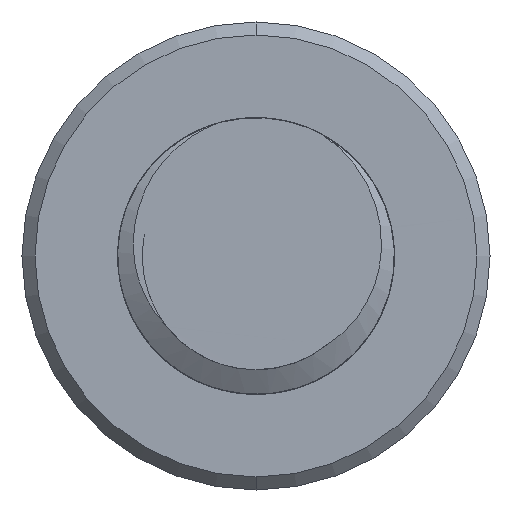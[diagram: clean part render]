
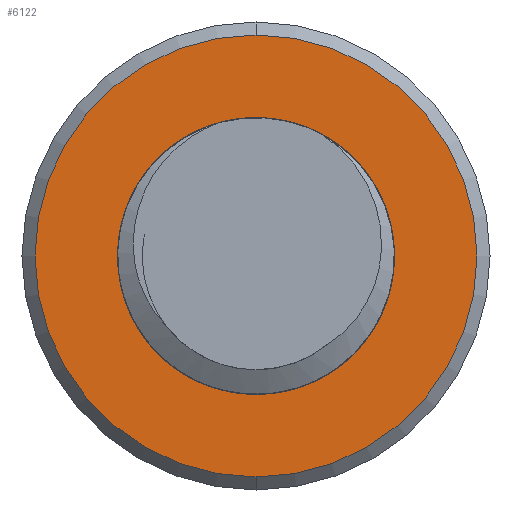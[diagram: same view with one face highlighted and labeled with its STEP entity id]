
A CAD part, front view. The second image highlights one B-rep face of the part: STEP entity #6122.
In plain terms, the highlighted planar face has unit normal (0, -1, 0).
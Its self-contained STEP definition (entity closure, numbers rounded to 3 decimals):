
#85 = CARTESIAN_POINT ( 'NONE',  ( -0.325, 0., 1.721 ) ) ;
#132 = CARTESIAN_POINT ( 'NONE',  ( -0.389, 0., 1.706 ) ) ;
#142 = CARTESIAN_POINT ( 'NONE',  ( -0.389, 0., 1.706 ) ) ;
#189 = CARTESIAN_POINT ( 'NONE',  ( -1.916, 0., 0.467 ) ) ;
#207 = CARTESIAN_POINT ( 'NONE',  ( 0.285, 0., -2.055 ) ) ;
#429 = B_SPLINE_CURVE_WITH_KNOTS ( 'NONE', 3,
 ( #2217, #988, #4776, #938, #6014, #4124 ),
 .UNSPECIFIED., .F., .F.,
 ( 4, 2, 4 ),
 ( 0.788, 0.894, 1. ),
 .UNSPECIFIED. ) ;
#746 = CARTESIAN_POINT ( 'NONE',  ( 0., 0., -3.4 ) ) ;
#777 = CARTESIAN_POINT ( 'NONE',  ( -0.196, 0., 1.743 ) ) ;
#819 = CARTESIAN_POINT ( 'NONE',  ( 0.87, 0., -1.818 ) ) ;
#825 = CARTESIAN_POINT ( 'NONE',  ( -1.009, 0., 1.543 ) ) ;
#895 = EDGE_LOOP ( 'NONE', ( #5831, #6193, #1801, #3612, #2563, #1231 ) ) ;
#938 = CARTESIAN_POINT ( 'NONE',  ( 0.775, 0., 1.616 ) ) ;
#988 = CARTESIAN_POINT ( 'NONE',  ( 1.607, 0., 0.794 ) ) ;
#1028 = CARTESIAN_POINT ( 'NONE',  ( 0., 0., 1.75 ) ) ;
#1089 = CARTESIAN_POINT ( 'NONE',  ( 1.71, 0.001, 0.373 ) ) ;
#1109 = EDGE_CURVE ( 'NONE', #6481, #6142, #5514, .T. ) ;
#1125 = CARTESIAN_POINT ( 'NONE',  ( 1.71, 0.001, 0.373 ) ) ;
#1195 = AXIS2_PLACEMENT_3D ( 'NONE', #6381, #5786, #4520 ) ;
#1231 = ORIENTED_EDGE ( 'NONE', *, *, #3836, .F. ) ;
#1321 = ORIENTED_EDGE ( 'NONE', *, *, #4051, .T. ) ;
#1335 = CIRCLE ( 'NONE', #7218, 3.4 ) ;
#1363 = CARTESIAN_POINT ( 'NONE',  ( 1.71, 0.001, 0.373 ) ) ;
#1370 = CARTESIAN_POINT ( 'NONE',  ( -1.787, 0., 0.756 ) ) ;
#1396 = CARTESIAN_POINT ( 'NONE',  ( 1.54, 0., -1.155 ) ) ;
#1512 = CARTESIAN_POINT ( 'NONE',  ( -0.342, 0., -2.101 ) ) ;
#1733 = CARTESIAN_POINT ( 'NONE',  ( -0.065, 0., 1.75 ) ) ;
#1801 = ORIENTED_EDGE ( 'NONE', *, *, #7083, .F. ) ;
#1809 = DIRECTION ( 'NONE',  ( 0., -1., 0. ) ) ;
#1985 = DIRECTION ( 'NONE',  ( 0., -1., 0. ) ) ;
#2008 = CARTESIAN_POINT ( 'NONE',  ( -1.975, 0., -0.635 ) ) ;
#2054 = CARTESIAN_POINT ( 'NONE',  ( -0.026, 0., -2.105 ) ) ;
#2079 = CARTESIAN_POINT ( 'NONE',  ( 1.68, 0., -0.87 ) ) ;
#2198 = VERTEX_POINT ( 'NONE', #8103 ) ;
#2217 = CARTESIAN_POINT ( 'NONE',  ( 1.701, 0., 0.411 ) ) ;
#2304 = B_SPLINE_CURVE_WITH_KNOTS ( 'NONE', 3,
 ( #6431, #3846, #2054, #207, #4568, #5132, #819, #5216, #5856, #5163, #1396, #2079, #2699, #7121, #5803, #2639, #7750, #1363 ),
 .UNSPECIFIED., .F., .F.,
 ( 4, 2, 2, 2, 2, 2, 2, 2, 4 ),
 ( 0., 0., 0.001, 0.001, 0.002, 0.002, 0.003, 0.003, 0.004 ),
 .UNSPECIFIED. ) ;
#2377 = CARTESIAN_POINT ( 'NONE',  ( 1.704, 0., 0.4 ) ) ;
#2563 = ORIENTED_EDGE ( 'NONE', *, *, #6973, .F. ) ;
#2639 = CARTESIAN_POINT ( 'NONE',  ( 1.792, 0., 0.067 ) ) ;
#2646 = CARTESIAN_POINT ( 'NONE',  ( -0.708, 0., 1.672 ) ) ;
#2699 = CARTESIAN_POINT ( 'NONE',  ( 1.732, 0., -0.717 ) ) ;
#2831 = VERTEX_POINT ( 'NONE', #7704 ) ;
#3122 = DIRECTION ( 'NONE',  ( 0., 0., 1. ) ) ;
#3255 = B_SPLINE_CURVE_WITH_KNOTS ( 'NONE', 3,
 ( #5368, #7292, #3993, #4641, #5286, #1512 ),
 .UNSPECIFIED., .F., .F.,
 ( 4, 2, 4 ),
 ( 0., 0.001, 0.002 ),
 .UNSPECIFIED. ) ;
#3603 = CARTESIAN_POINT ( 'NONE',  ( 1.701, 0., 0.411 ) ) ;
#3612 = ORIENTED_EDGE ( 'NONE', *, *, #1109, .T. ) ;
#3836 = EDGE_CURVE ( 'NONE', #2198, #7797, #3255, .T. ) ;
#3846 = CARTESIAN_POINT ( 'NONE',  ( -0.183, 0., -2.112 ) ) ;
#3882 = CARTESIAN_POINT ( 'NONE',  ( 0., 0., 0. ) ) ;
#3902 = CARTESIAN_POINT ( 'NONE',  ( -1.39, 0., 1.255 ) ) ;
#3993 = CARTESIAN_POINT ( 'NONE',  ( -1.369, 0., -1.655 ) ) ;
#4051 = EDGE_CURVE ( 'NONE', #2831, #7237, #7795, .T. ) ;
#4124 = CARTESIAN_POINT ( 'NONE',  ( 0., 0., 1.75 ) ) ;
#4488 = CARTESIAN_POINT ( 'NONE',  ( -1.506, 0., 1.143 ) ) ;
#4520 = DIRECTION ( 'NONE',  ( 0., 0., 1. ) ) ;
#4547 = CARTESIAN_POINT ( 'NONE',  ( -2.003, 0., -0.477 ) ) ;
#4568 = CARTESIAN_POINT ( 'NONE',  ( 0.44, 0., -2.012 ) ) ;
#4575 = CARTESIAN_POINT ( 'NONE',  ( -1.963, 0., 0.314 ) ) ;
#4641 = CARTESIAN_POINT ( 'NONE',  ( -0.891, 0., -1.954 ) ) ;
#4776 = CARTESIAN_POINT ( 'NONE',  ( 1.385, 0., 1.137 ) ) ;
#4806 = ORIENTED_EDGE ( 'NONE', *, *, #7959, .T. ) ;
#4810 = CARTESIAN_POINT ( 'NONE',  ( 1.707, 0., 0.389 ) ) ;
#5132 = CARTESIAN_POINT ( 'NONE',  ( 0.731, 0., -1.893 ) ) ;
#5139 = CARTESIAN_POINT ( 'NONE',  ( -1.821, 0., -1.086 ) ) ;
#5163 = CARTESIAN_POINT ( 'NONE',  ( 1.454, 0., -1.287 ) ) ;
#5174 = PLANE ( 'NONE',  #1195 ) ;
#5197 = CARTESIAN_POINT ( 'NONE',  ( -1.884, 0., -0.938 ) ) ;
#5216 = CARTESIAN_POINT ( 'NONE',  ( 1.13, 0., -1.635 ) ) ;
#5260 = VERTEX_POINT ( 'NONE', #1028 ) ;
#5286 = CARTESIAN_POINT ( 'NONE',  ( -0.621, 0., -2.056 ) ) ;
#5368 = CARTESIAN_POINT ( 'NONE',  ( -1.741, 0., -1.225 ) ) ;
#5514 = B_SPLINE_CURVE_WITH_KNOTS ( 'NONE', 3,
 ( #3603, #2377, #4810, #6154, #1125 ),
 .UNSPECIFIED., .F., .F.,
 ( 4, 1, 4 ),
 ( 0.213, 0.214, 0.216 ),
 .UNSPECIFIED. ) ;
#5567 = FACE_OUTER_BOUND ( 'NONE', #7801, .T. ) ;
#5782 = CARTESIAN_POINT ( 'NONE',  ( -1.703, 0., 0.895 ) ) ;
#5786 = DIRECTION ( 'NONE',  ( 0., 1., 0. ) ) ;
#5803 = CARTESIAN_POINT ( 'NONE',  ( 1.808, 0., -0.251 ) ) ;
#5809 = CARTESIAN_POINT ( 'NONE',  ( -2.024, 0., -0.159 ) ) ;
#5812 = VERTEX_POINT ( 'NONE', #7293 ) ;
#5831 = ORIENTED_EDGE ( 'NONE', *, *, #7239, .F. ) ;
#5856 = CARTESIAN_POINT ( 'NONE',  ( 1.249, 0., -1.527 ) ) ;
#5963 = FACE_BOUND ( 'NONE', #895, .T. ) ;
#6003 = B_SPLINE_CURVE_WITH_KNOTS ( 'NONE', 3,
 ( #6030, #1733, #777, #85, #142 ),
 .UNSPECIFIED., .F., .F.,
 ( 4, 1, 4 ),
 ( 0., 0.018, 0.036 ),
 .UNSPECIFIED. ) ;
#6014 = CARTESIAN_POINT ( 'NONE',  ( 0.388, 0., 1.75 ) ) ;
#6030 = CARTESIAN_POINT ( 'NONE',  ( 0., 0., 1.75 ) ) ;
#6122 = ADVANCED_FACE ( 'NONE', ( #5567, #5963 ), #5174, .F. ) ;
#6142 = VERTEX_POINT ( 'NONE', #1089 ) ;
#6154 = CARTESIAN_POINT ( 'NONE',  ( 1.709, 0., 0.378 ) ) ;
#6193 = ORIENTED_EDGE ( 'NONE', *, *, #7917, .F. ) ;
#6266 = CARTESIAN_POINT ( 'NONE',  ( 0., 0., 0. ) ) ;
#6377 = CARTESIAN_POINT ( 'NONE',  ( -2.017, 0., -0.001 ) ) ;
#6381 = CARTESIAN_POINT ( 'NONE',  ( 0., 0., 0. ) ) ;
#6384 = DIRECTION ( 'NONE',  ( 0., 0., 1. ) ) ;
#6431 = CARTESIAN_POINT ( 'NONE',  ( -0.342, 0., -2.101 ) ) ;
#6481 = VERTEX_POINT ( 'NONE', #7235 ) ;
#6673 = CARTESIAN_POINT ( 'NONE',  ( -0.342, 0., -2.101 ) ) ;
#6973 = EDGE_CURVE ( 'NONE', #7797, #6142, #2304, .T. ) ;
#7083 = EDGE_CURVE ( 'NONE', #6481, #5260, #429, .T. ) ;
#7121 = CARTESIAN_POINT ( 'NONE',  ( 1.795, 0., -0.408 ) ) ;
#7159 = AXIS2_PLACEMENT_3D ( 'NONE', #6266, #1809, #3122 ) ;
#7218 = AXIS2_PLACEMENT_3D ( 'NONE', #3882, #1985, #6384 ) ;
#7235 = CARTESIAN_POINT ( 'NONE',  ( 1.701, 0., 0.411 ) ) ;
#7237 = VERTEX_POINT ( 'NONE', #746 ) ;
#7239 = EDGE_CURVE ( 'NONE', #5812, #2198, #7804, .T. ) ;
#7292 = CARTESIAN_POINT ( 'NONE',  ( -1.579, 0., -1.456 ) ) ;
#7293 = CARTESIAN_POINT ( 'NONE',  ( -0.389, 0., 1.706 ) ) ;
#7679 = CARTESIAN_POINT ( 'NONE',  ( -1.741, 0., -1.225 ) ) ;
#7704 = CARTESIAN_POINT ( 'NONE',  ( 0., 0., 3.4 ) ) ;
#7750 = CARTESIAN_POINT ( 'NONE',  ( 1.764, 0., 0.223 ) ) ;
#7795 = CIRCLE ( 'NONE', #7159, 3.4 ) ;
#7797 = VERTEX_POINT ( 'NONE', #6673 ) ;
#7801 = EDGE_LOOP ( 'NONE', ( #1321, #4806 ) ) ;
#7804 = B_SPLINE_CURVE_WITH_KNOTS ( 'NONE', 3,
 ( #132, #2646, #825, #3902, #4488, #5782, #1370, #189, #4575, #6377, #5809, #4547, #2008, #5197, #5139, #7679 ),
 .UNSPECIFIED., .F., .F.,
 ( 4, 2, 2, 2, 2, 2, 2, 4 ),
 ( 0., 0.001, 0.001, 0.002, 0.002, 0.003, 0.003, 0.004 ),
 .UNSPECIFIED. ) ;
#7917 = EDGE_CURVE ( 'NONE', #5260, #5812, #6003, .T. ) ;
#7959 = EDGE_CURVE ( 'NONE', #7237, #2831, #1335, .T. ) ;
#8103 = CARTESIAN_POINT ( 'NONE',  ( -1.741, 0., -1.225 ) ) ;
